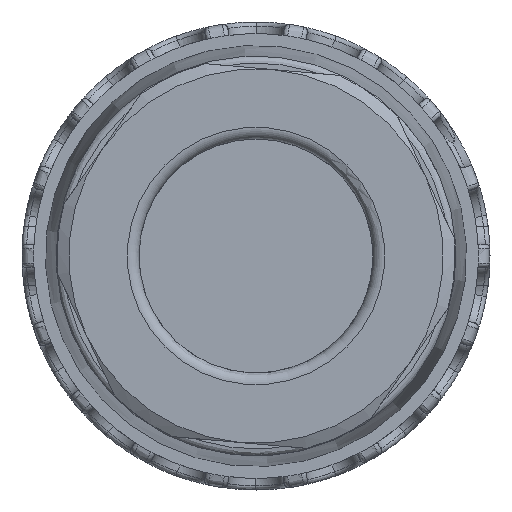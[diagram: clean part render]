
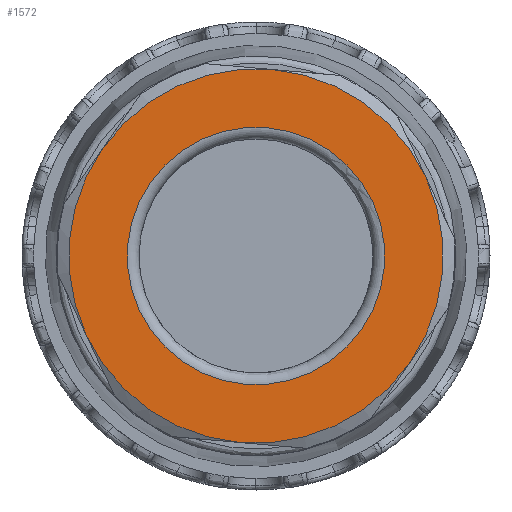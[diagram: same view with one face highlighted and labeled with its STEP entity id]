
A CAD part, front view. The second image highlights one B-rep face of the part: STEP entity #1572.
In plain terms, the highlighted planar face has unit normal (0, -1, 0).
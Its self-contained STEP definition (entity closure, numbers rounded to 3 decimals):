
#1572=ADVANCED_FACE('',(#2320,#2321),#1928,.T.);
#1928=PLANE('',#6509);
#2320=FACE_BOUND('',#2454,.T.);
#2321=FACE_BOUND('',#2455,.T.);
#2454=EDGE_LOOP('',(#2968));
#2455=EDGE_LOOP('',(#2969,#2970,#2971,#2972,#2973,#2974));
#2968=ORIENTED_EDGE('',*,*,#5305,.T.);
#2969=ORIENTED_EDGE('',*,*,#5276,.T.);
#2970=ORIENTED_EDGE('',*,*,#5278,.T.);
#2971=ORIENTED_EDGE('',*,*,#5286,.T.);
#2972=ORIENTED_EDGE('',*,*,#5290,.T.);
#2973=ORIENTED_EDGE('',*,*,#5296,.T.);
#2974=ORIENTED_EDGE('',*,*,#5302,.T.);
#4687=VERTEX_POINT('',#8622);
#4688=VERTEX_POINT('',#8624);
#4689=VERTEX_POINT('',#8631);
#4692=VERTEX_POINT('',#8655);
#4695=VERTEX_POINT('',#8665);
#4698=VERTEX_POINT('',#8682);
#4701=VERTEX_POINT('',#8709);
#5276=EDGE_CURVE('',#4688,#4687,#6153,.T.);
#5278=EDGE_CURVE('',#4687,#4689,#6154,.T.);
#5286=EDGE_CURVE('',#4689,#4692,#6156,.T.);
#5290=EDGE_CURVE('',#4692,#4695,#6158,.T.);
#5296=EDGE_CURVE('',#4695,#4698,#6160,.T.);
#5302=EDGE_CURVE('',#4698,#4688,#6162,.T.);
#5305=EDGE_CURVE('',#4701,#4701,#6163,.T.);
#6153=CIRCLE('',#6488,8.);
#6154=CIRCLE('',#6490,8.);
#6156=CIRCLE('',#6494,8.);
#6158=CIRCLE('',#6498,8.);
#6160=CIRCLE('',#6502,8.);
#6162=CIRCLE('',#6506,8.);
#6163=CIRCLE('',#6508,5.5);
#6488=AXIS2_PLACEMENT_3D('',#8623,#7140,#7141);
#6490=AXIS2_PLACEMENT_3D('',#8630,#7144,#7145);
#6494=AXIS2_PLACEMENT_3D('',#8656,#7154,#7155);
#6498=AXIS2_PLACEMENT_3D('',#8664,#7164,#7165);
#6502=AXIS2_PLACEMENT_3D('',#8681,#7174,#7175);
#6506=AXIS2_PLACEMENT_3D('',#8698,#7184,#7185);
#6508=AXIS2_PLACEMENT_3D('',#8708,#7188,#7189);
#6509=AXIS2_PLACEMENT_3D('',#8710,#7190,#7191);
#7140=DIRECTION('',(0.,-1.,0.));
#7141=DIRECTION('',(0.996,0.,-0.087));
#7144=DIRECTION('',(0.,-1.,0.));
#7145=DIRECTION('',(0.996,0.,-0.087));
#7154=DIRECTION('',(0.,-1.,0.));
#7155=DIRECTION('',(0.996,0.,-0.087));
#7164=DIRECTION('',(0.,-1.,0.));
#7165=DIRECTION('',(0.996,0.,-0.087));
#7174=DIRECTION('',(0.,-1.,0.));
#7175=DIRECTION('',(0.996,0.,-0.087));
#7184=DIRECTION('',(0.,-1.,0.));
#7185=DIRECTION('',(0.996,0.,-0.087));
#7188=DIRECTION('',(0.,1.,0.));
#7189=DIRECTION('',(0.996,0.,-0.087));
#7190=DIRECTION('',(0.,-1.,0.));
#7191=DIRECTION('',(0.996,0.,-0.087));
#8622=CARTESIAN_POINT('',(0.697,-31.773,7.97));
#8623=CARTESIAN_POINT('',(0.,-31.773,0.));
#8624=CARTESIAN_POINT('',(7.25,-31.773,3.381));
#8630=CARTESIAN_POINT('',(0.,-31.773,0.));
#8631=CARTESIAN_POINT('',(-6.553,-31.773,4.589));
#8655=CARTESIAN_POINT('',(-7.25,-31.773,-3.381));
#8656=CARTESIAN_POINT('',(0.,-31.773,0.));
#8664=CARTESIAN_POINT('',(0.,-31.773,0.));
#8665=CARTESIAN_POINT('',(-0.697,-31.773,-7.97));
#8681=CARTESIAN_POINT('',(0.,-31.773,0.));
#8682=CARTESIAN_POINT('',(6.553,-31.773,-4.589));
#8698=CARTESIAN_POINT('',(0.,-31.773,0.));
#8708=CARTESIAN_POINT('',(0.,-31.773,0.));
#8709=CARTESIAN_POINT('',(5.479,-31.773,-0.479));
#8710=CARTESIAN_POINT('',(-8.468,-31.773,0.741));
